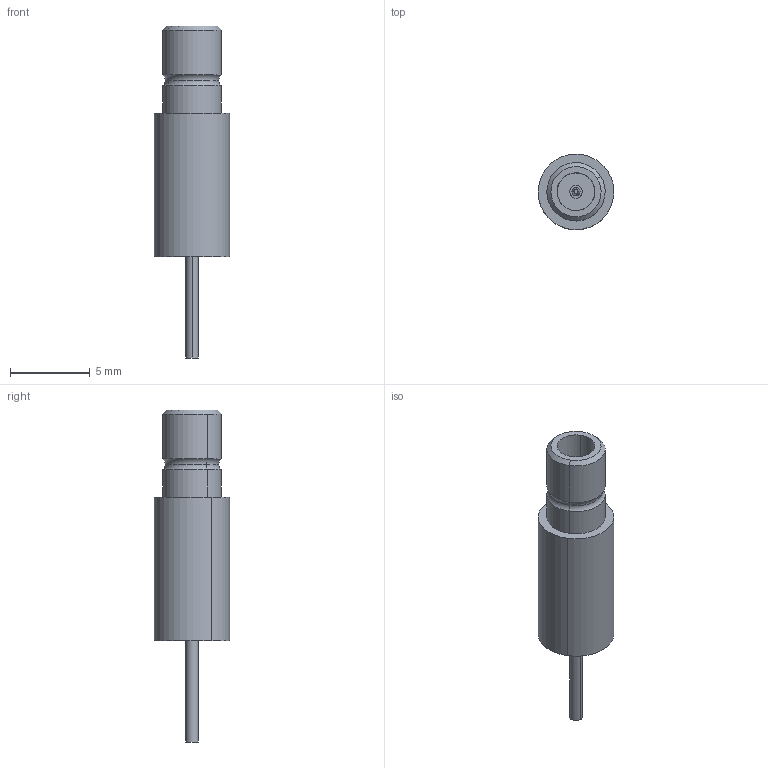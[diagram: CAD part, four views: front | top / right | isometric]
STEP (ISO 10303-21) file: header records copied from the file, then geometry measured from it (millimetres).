
FILE_DESCRIPTION (( 'STEP AP203' ), '1' );
FILE_NAME ('A0717.STEP', '2017-02-02T13:05:34', ( '' ), ( '' ), 'SwSTEP 2.0', 'SolidWorks 2017', '' );
FILE_SCHEMA (( 'CONFIG_CONTROL_DESIGN' ));
Length unit declared in the file: inch
Products named in the file (1): A0717
Bounding box: 4.75 x 4.75 x 20.83 mm (x, y, z)
Volume: 148.1 mm3; surface area: 403.5 mm2
Topology: 1 solids, 1 shells, 41 faces, 84 edges, 52 vertices
Faces by surface type: cylinder 20, plane 9, cone 8, torus 4
Entity records: 1177 total; most frequent: DIRECTION 224, CARTESIAN_POINT 178, ORIENTED_EDGE 168, AXIS2_PLACEMENT_3D 98, EDGE_CURVE 84, CIRCLE 56, VERTEX_POINT 52, EDGE_LOOP 48
